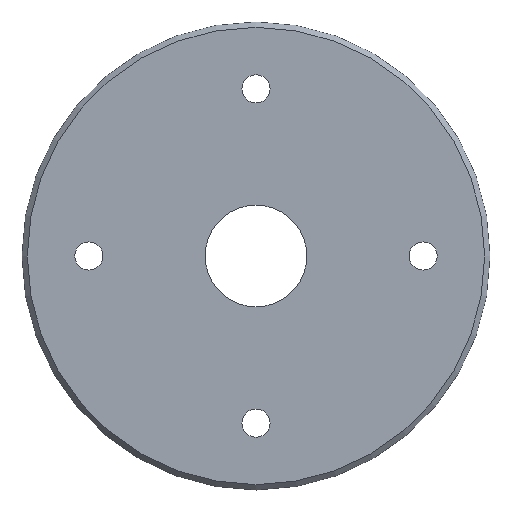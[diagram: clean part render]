
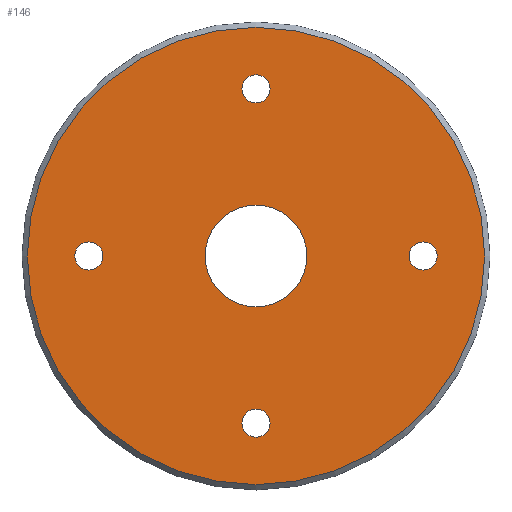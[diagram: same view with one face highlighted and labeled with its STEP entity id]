
A CAD part, top view. The second image highlights one B-rep face of the part: STEP entity #146.
In plain terms, the highlighted planar face has unit normal (0, 0, 1).
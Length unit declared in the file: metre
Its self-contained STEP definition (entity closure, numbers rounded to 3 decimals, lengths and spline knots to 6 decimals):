
#27=ORIENTED_EDGE('',*,*,#53,.T.);
#28=ORIENTED_EDGE('',*,*,#54,.F.);
#29=ORIENTED_EDGE('',*,*,#55,.F.);
#30=ORIENTED_EDGE('',*,*,#56,.F.);
#31=ORIENTED_EDGE('',*,*,#57,.F.);
#32=ORIENTED_EDGE('',*,*,#58,.F.);
#53=EDGE_CURVE('',#66,#66,#79,.T.);
#54=EDGE_CURVE('',#67,#67,#80,.T.);
#55=EDGE_CURVE('',#68,#68,#81,.T.);
#56=EDGE_CURVE('',#69,#69,#82,.T.);
#57=EDGE_CURVE('',#70,#70,#83,.T.);
#58=EDGE_CURVE('',#71,#71,#84,.T.);
#66=VERTEX_POINT('',#239);
#67=VERTEX_POINT('',#241);
#68=VERTEX_POINT('',#243);
#69=VERTEX_POINT('',#245);
#70=VERTEX_POINT('',#247);
#71=VERTEX_POINT('',#249);
#79=CIRCLE('',#169,0.0684);
#80=CIRCLE('',#170,0.0042);
#81=CIRCLE('',#171,0.0152);
#82=CIRCLE('',#172,0.0042);
#83=CIRCLE('',#173,0.0042);
#84=CIRCLE('',#174,0.0042);
#92=EDGE_LOOP('',(#27));
#93=EDGE_LOOP('',(#28));
#94=EDGE_LOOP('',(#29));
#95=EDGE_LOOP('',(#30));
#96=EDGE_LOOP('',(#31));
#97=EDGE_LOOP('',(#32));
#118=FACE_BOUND('',#92,.T.);
#119=FACE_BOUND('',#93,.T.);
#120=FACE_BOUND('',#94,.T.);
#121=FACE_BOUND('',#95,.T.);
#122=FACE_BOUND('',#96,.T.);
#123=FACE_BOUND('',#97,.T.);
#144=PLANE('',#168);
#146=ADVANCED_FACE('',(#118,#119,#120,#121,#122,#123),#144,.T.);
#168=AXIS2_PLACEMENT_3D('',#237,#192,#193);
#169=AXIS2_PLACEMENT_3D('',#238,#194,#195);
#170=AXIS2_PLACEMENT_3D('',#240,#196,#197);
#171=AXIS2_PLACEMENT_3D('',#242,#198,#199);
#172=AXIS2_PLACEMENT_3D('',#244,#200,#201);
#173=AXIS2_PLACEMENT_3D('',#246,#202,#203);
#174=AXIS2_PLACEMENT_3D('',#248,#204,#205);
#192=DIRECTION('',(0.,0.,1.));
#193=DIRECTION('',(0.,-1.,0.));
#194=DIRECTION('',(0.,0.,1.));
#195=DIRECTION('',(0.,-1.,0.));
#196=DIRECTION('',(0.,0.,1.));
#197=DIRECTION('',(0.,-1.,0.));
#198=DIRECTION('',(0.,0.,1.));
#199=DIRECTION('',(0.,-1.,0.));
#200=DIRECTION('',(0.,0.,1.));
#201=DIRECTION('',(0.,-1.,0.));
#202=DIRECTION('',(0.,0.,1.));
#203=DIRECTION('',(0.,-1.,0.));
#204=DIRECTION('',(0.,0.,1.));
#205=DIRECTION('',(0.,-1.,0.));
#237=CARTESIAN_POINT('',(0.,0.,0.002));
#238=CARTESIAN_POINT('',(0.,0.,0.002));
#239=CARTESIAN_POINT('',(0.,-0.0684,0.002));
#240=CARTESIAN_POINT('',(0.,-0.05,0.002));
#241=CARTESIAN_POINT('',(0.,-0.0542,0.002));
#242=CARTESIAN_POINT('',(0.,0.,0.002));
#243=CARTESIAN_POINT('',(0.,-0.0152,0.002));
#244=CARTESIAN_POINT('',(0.,0.05,0.002));
#245=CARTESIAN_POINT('',(0.,0.0458,0.002));
#246=CARTESIAN_POINT('',(0.05,0.,0.002));
#247=CARTESIAN_POINT('',(0.05,-0.0042,0.002));
#248=CARTESIAN_POINT('',(-0.05,0.,0.002));
#249=CARTESIAN_POINT('',(-0.05,-0.0042,0.002));
